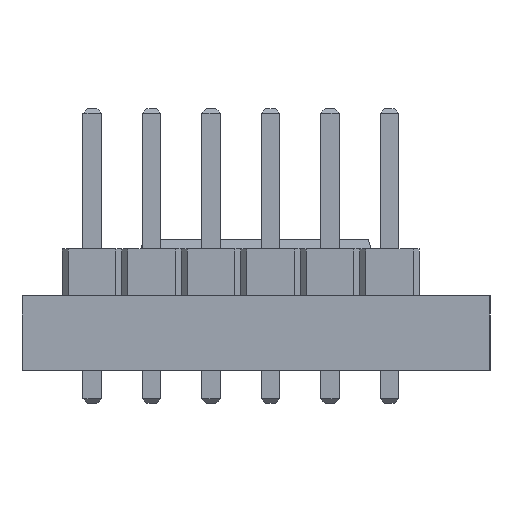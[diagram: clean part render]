
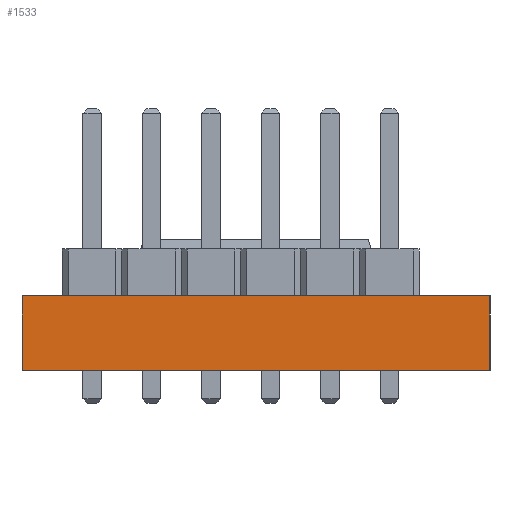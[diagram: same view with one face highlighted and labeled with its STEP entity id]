
A CAD part, left-side view. The second image highlights one B-rep face of the part: STEP entity #1533.
In plain terms, the highlighted planar face has unit normal (-1, 0, 0).
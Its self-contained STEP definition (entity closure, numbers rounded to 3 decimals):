
#299 = EDGE_CURVE('',#300,#302,#304,.T.);
#300 = VERTEX_POINT('',#301);
#301 = CARTESIAN_POINT('',(-20.,-5.,0.));
#302 = VERTEX_POINT('',#303);
#303 = CARTESIAN_POINT('',(-20.,5.,0.));
#304 = LINE('',#305,#306);
#305 = CARTESIAN_POINT('',(-20.,-5.,0.));
#306 = VECTOR('',#307,1.);
#307 = DIRECTION('',(0.,1.,0.));
#1533 = ADVANCED_FACE('',(#1534),#1559,.F.);
#1534 = FACE_BOUND('',#1535,.F.);
#1535 = EDGE_LOOP('',(#1536,#1544,#1552,#1558));
#1536 = ORIENTED_EDGE('',*,*,#1537,.T.);
#1537 = EDGE_CURVE('',#300,#1538,#1540,.T.);
#1538 = VERTEX_POINT('',#1539);
#1539 = CARTESIAN_POINT('',(-20.,-5.,-1.6));
#1540 = LINE('',#1541,#1542);
#1541 = CARTESIAN_POINT('',(-20.,-5.,0.));
#1542 = VECTOR('',#1543,1.);
#1543 = DIRECTION('',(0.,0.,-1.));
#1544 = ORIENTED_EDGE('',*,*,#1545,.T.);
#1545 = EDGE_CURVE('',#1538,#1546,#1548,.T.);
#1546 = VERTEX_POINT('',#1547);
#1547 = CARTESIAN_POINT('',(-20.,5.,-1.6));
#1548 = LINE('',#1549,#1550);
#1549 = CARTESIAN_POINT('',(-20.,-5.,-1.6));
#1550 = VECTOR('',#1551,1.);
#1551 = DIRECTION('',(0.,1.,0.));
#1552 = ORIENTED_EDGE('',*,*,#1553,.F.);
#1553 = EDGE_CURVE('',#302,#1546,#1554,.T.);
#1554 = LINE('',#1555,#1556);
#1555 = CARTESIAN_POINT('',(-20.,5.,0.));
#1556 = VECTOR('',#1557,1.);
#1557 = DIRECTION('',(0.,0.,-1.));
#1558 = ORIENTED_EDGE('',*,*,#299,.F.);
#1559 = PLANE('',#1560);
#1560 = AXIS2_PLACEMENT_3D('',#1561,#1562,#1563);
#1561 = CARTESIAN_POINT('',(-20.,-5.,0.));
#1562 = DIRECTION('',(1.,0.,0.));
#1563 = DIRECTION('',(0.,1.,0.));
